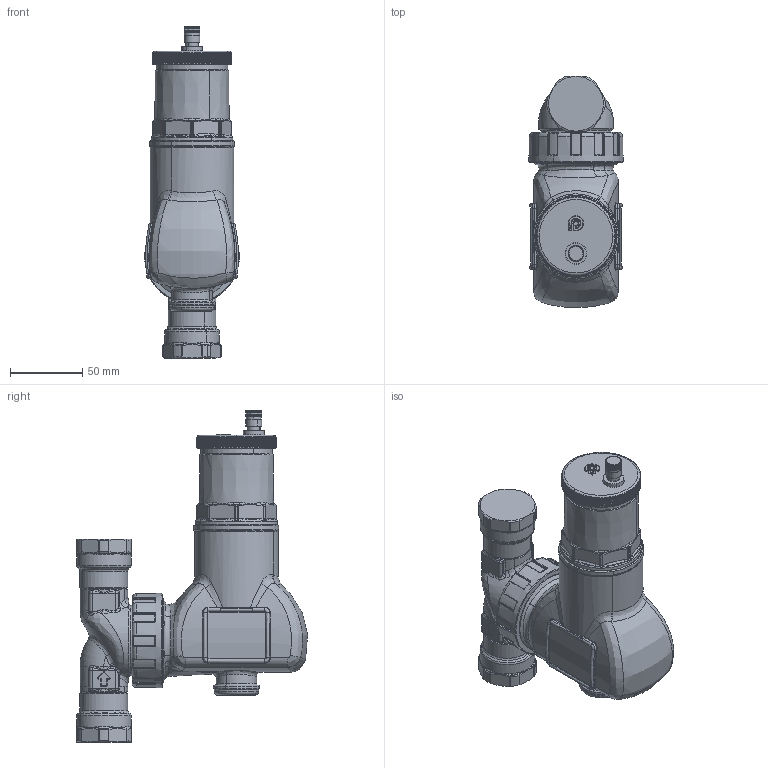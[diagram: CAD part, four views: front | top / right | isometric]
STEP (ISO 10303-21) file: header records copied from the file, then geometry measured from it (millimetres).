
FILE_DESCRIPTION(('CATIA V5 STEP Exchange'),'2;1');
FILE_NAME('STEP_551706_-_TST.stp','2018-07-18T11:38:53+00:00',('none'),('none'),'CATIA Version 5-6 Release 2016 SP4','CATIA V5 STEP AP203','none');
FILE_SCHEMA(('CONFIG_CONTROL_DESIGN'));
Products named in the file (1): 551706 - TST
Bounding box: 65.48 x 160.34 x 230.3 mm (x, y, z)
Volume: 780833.5 mm3; surface area: 70004.8 mm2
Topology: 1 solids, 2 shells, 1971 faces, 5020 edges, 2999 vertices
Faces by surface type: cylinder 771, plane 448, bspline 448, torus 146, cone 87, sphere 55, revolution 16
Entity records: 85233 total; most frequent: CARTESIAN_POINT 46255, ORIENTED_EDGE 9904, EDGE_CURVE 4952, DIRECTION 4854, VERTEX_POINT 2999, B_SPLINE_CURVE_WITH_KNOTS 2385, AXIS2_PLACEMENT_3D 2260, EDGE_LOOP 1987
